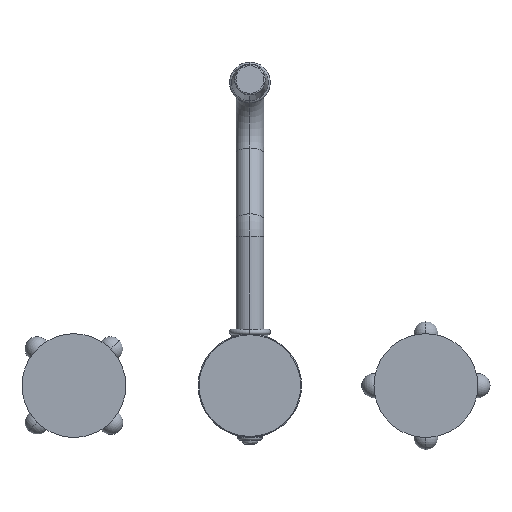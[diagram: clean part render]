
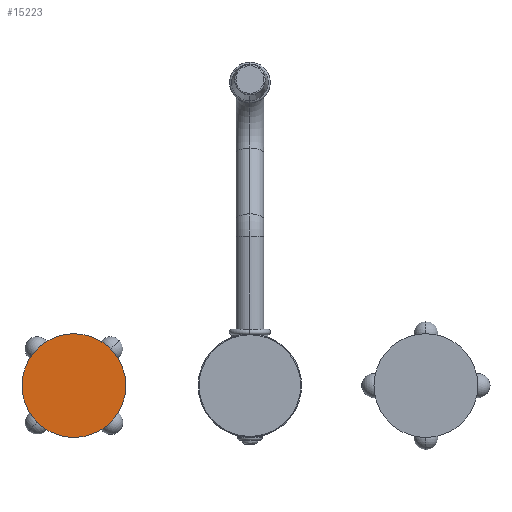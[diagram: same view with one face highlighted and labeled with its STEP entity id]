
A CAD part, front view. The second image highlights one B-rep face of the part: STEP entity #15223.
In plain terms, the highlighted planar face has unit normal (0, -1, 0).
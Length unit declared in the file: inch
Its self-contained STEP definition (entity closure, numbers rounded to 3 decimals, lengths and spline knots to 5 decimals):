
#11702=CARTESIAN_POINT('',(-4.,0.,0.));
#11703=DIRECTION('',(0.,1.,0.));
#11704=DIRECTION('',(-1.,0.,0.));
#11705=AXIS2_PLACEMENT_3D('',#11702,#11703,#11704);
#11707=CARTESIAN_POINT('',(-4.,0.,0.));
#11708=DIRECTION('',(0.,1.,0.));
#11709=DIRECTION('',(1.,0.,0.));
#11710=AXIS2_PLACEMENT_3D('',#11707,#11708,#11709);
#12494=CARTESIAN_POINT('',(-2.82,0.,0.));
#12496=VERTEX_POINT('',#12494);
#12497=CARTESIAN_POINT('',(-5.18,0.,0.));
#12498=VERTEX_POINT('',#12497);
#15214=CARTESIAN_POINT('',(-4.,0.,0.));
#15215=DIRECTION('',(0.,-1.,0.));
#15216=DIRECTION('',(-1.,0.,0.));
#15217=AXIS2_PLACEMENT_3D('',#15214,#15215,#15216);
#15218=PLANE('',#15217);
#15219=ORIENTED_EDGE('',*,*,#15193,.T.);
#15220=ORIENTED_EDGE('',*,*,#15209,.T.);
#15221=EDGE_LOOP('',(#15219,#15220));
#15222=FACE_OUTER_BOUND('',#15221,.F.);
#15223=ADVANCED_FACE('',(#15222),#15218,.T.);
#11706=CIRCLE('',#11705,1.18);
#11711=CIRCLE('',#11710,1.18);
#15193=EDGE_CURVE('',#12498,#12496,#11706,.T.);
#15209=EDGE_CURVE('',#12496,#12498,#11711,.T.);
